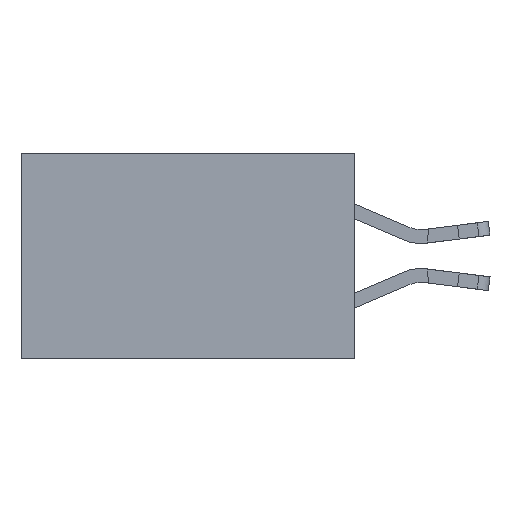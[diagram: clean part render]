
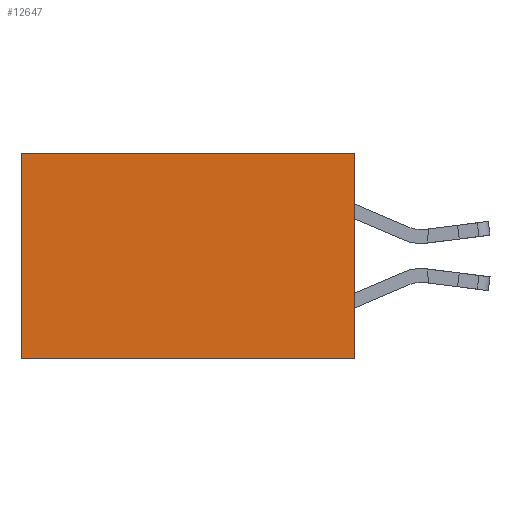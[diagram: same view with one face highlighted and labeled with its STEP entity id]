
A CAD part, left-side view. The second image highlights one B-rep face of the part: STEP entity #12647.
In plain terms, the highlighted planar face has unit normal (-1, 0, 0).
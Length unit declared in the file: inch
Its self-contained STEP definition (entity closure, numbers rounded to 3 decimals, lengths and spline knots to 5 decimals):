
#152 = VERTEX_POINT ( 'NONE', #5675 ) ;
#586 = DIRECTION ( 'NONE',  ( 0., 0., -1. ) ) ;
#1196 = DIRECTION ( 'NONE',  ( 0., 0., -1. ) ) ;
#1319 = CARTESIAN_POINT ( 'NONE',  ( 0.2615, 0.6, -0.37 ) ) ;
#1492 = VECTOR ( 'NONE', #1196, 39.37008 ) ;
#2949 = CARTESIAN_POINT ( 'NONE',  ( 0.2615, 0., -0.37 ) ) ;
#3685 = CARTESIAN_POINT ( 'NONE',  ( 0.2615, 0.6, 0. ) ) ;
#3723 = ORIENTED_EDGE ( 'NONE', *, *, #6294, .T. ) ;
#3809 = ORIENTED_EDGE ( 'NONE', *, *, #9759, .F. ) ;
#4091 = VERTEX_POINT ( 'NONE', #3685 ) ;
#4303 = DIRECTION ( 'NONE',  ( 0., 1., 0. ) ) ;
#4573 = CARTESIAN_POINT ( 'NONE',  ( 0.2615, 0., -0.37 ) ) ;
#5286 = VERTEX_POINT ( 'NONE', #15639 ) ;
#5675 = CARTESIAN_POINT ( 'NONE',  ( 0.2615, 0., 0. ) ) ;
#5693 = VECTOR ( 'NONE', #4303, 39.37008 ) ;
#6065 = CARTESIAN_POINT ( 'NONE',  ( 0.2615, 0., 0. ) ) ;
#6294 = EDGE_CURVE ( 'NONE', #4091, #6472, #7727, .T. ) ;
#6472 = VERTEX_POINT ( 'NONE', #9682 ) ;
#7020 = LINE ( 'NONE', #2949, #13429 ) ;
#7193 = EDGE_LOOP ( 'NONE', ( #3723, #14815, #3809, #15098 ) ) ;
#7469 = DIRECTION ( 'NONE',  ( 0., 1., 0. ) ) ;
#7727 = LINE ( 'NONE', #1319, #1492 ) ;
#7969 = DIRECTION ( 'NONE',  ( 0., 0., -1. ) ) ;
#7991 = DIRECTION ( 'NONE',  ( 1., 0., 0. ) ) ;
#8013 = CARTESIAN_POINT ( 'NONE',  ( 0.2615, 0., -0.37 ) ) ;
#8028 = PLANE ( 'NONE',  #14636 ) ;
#9682 = CARTESIAN_POINT ( 'NONE',  ( 0.2615, 0.6, -0.37 ) ) ;
#9759 = EDGE_CURVE ( 'NONE', #152, #5286, #7020, .T. ) ;
#12587 = LINE ( 'NONE', #4573, #5693 ) ;
#12647 = ADVANCED_FACE ( 'NONE', ( #12834 ), #8028, .F. ) ;
#12834 = FACE_OUTER_BOUND ( 'NONE', #7193, .T. ) ;
#13356 = LINE ( 'NONE', #6065, #16296 ) ;
#13429 = VECTOR ( 'NONE', #586, 39.37008 ) ;
#14161 = EDGE_CURVE ( 'NONE', #152, #4091, #13356, .T. ) ;
#14202 = EDGE_CURVE ( 'NONE', #5286, #6472, #12587, .T. ) ;
#14636 = AXIS2_PLACEMENT_3D ( 'NONE', #8013, #7991, #7969 ) ;
#14815 = ORIENTED_EDGE ( 'NONE', *, *, #14202, .F. ) ;
#15098 = ORIENTED_EDGE ( 'NONE', *, *, #14161, .T. ) ;
#15639 = CARTESIAN_POINT ( 'NONE',  ( 0.2615, 0., -0.37 ) ) ;
#16296 = VECTOR ( 'NONE', #7469, 39.37008 ) ;
